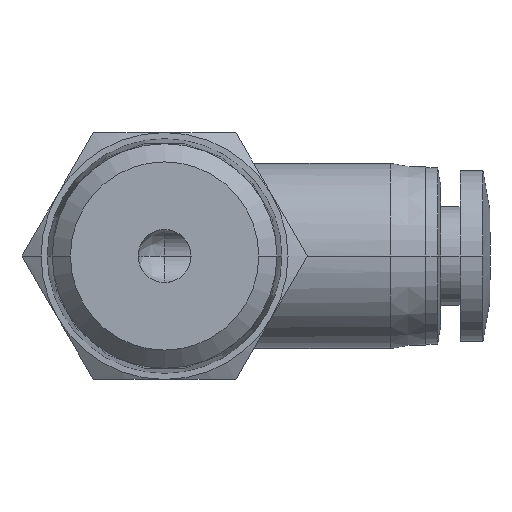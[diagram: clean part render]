
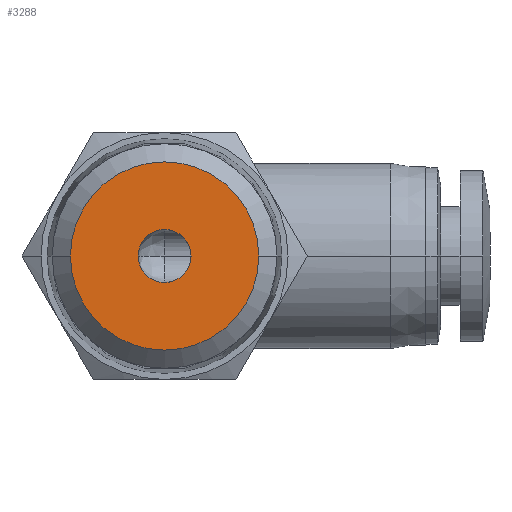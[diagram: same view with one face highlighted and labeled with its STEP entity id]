
A CAD part, front view. The second image highlights one B-rep face of the part: STEP entity #3288.
In plain terms, the highlighted planar face has unit normal (0, -1, 0).
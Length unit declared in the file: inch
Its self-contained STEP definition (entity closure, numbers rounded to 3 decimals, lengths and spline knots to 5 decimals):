
#33 = CIRCLE ( 'NONE', #1740, 0.21014 ) ;
#50 = CARTESIAN_POINT ( 'NONE',  ( 0.05906, -0.59055, 0. ) ) ;
#69 = EDGE_CURVE ( 'NONE', #2603, #1871, #3095, .T. ) ;
#227 = CIRCLE ( 'NONE', #3223, 0.05906 ) ;
#235 = ORIENTED_EDGE ( 'NONE', *, *, #1239, .F. ) ;
#408 = DIRECTION ( 'NONE',  ( 0., 1., 0. ) ) ;
#565 = VERTEX_POINT ( 'NONE', #1648 ) ;
#706 = DIRECTION ( 'NONE',  ( 0., -1., 0. ) ) ;
#751 = CARTESIAN_POINT ( 'NONE',  ( -0.21014, -0.59055, 0. ) ) ;
#754 = CIRCLE ( 'NONE', #1275, 0.05906 ) ;
#994 = DIRECTION ( 'NONE',  ( -1., 0., 0. ) ) ;
#1003 = DIRECTION ( 'NONE',  ( 0., 1., 0. ) ) ;
#1019 = CARTESIAN_POINT ( 'NONE',  ( 0., -0.59055, 0. ) ) ;
#1190 = EDGE_LOOP ( 'NONE', ( #235, #2534 ) ) ;
#1239 = EDGE_CURVE ( 'NONE', #1871, #2603, #33, .T. ) ;
#1275 = AXIS2_PLACEMENT_3D ( 'NONE', #2980, #1447, #3262 ) ;
#1446 = VERTEX_POINT ( 'NONE', #50 ) ;
#1447 = DIRECTION ( 'NONE',  ( 0., 1., 0. ) ) ;
#1648 = CARTESIAN_POINT ( 'NONE',  ( -0.05906, -0.59055, 0. ) ) ;
#1735 = PLANE ( 'NONE',  #2650 ) ;
#1740 = AXIS2_PLACEMENT_3D ( 'NONE', #1019, #1003, #994 ) ;
#1871 = VERTEX_POINT ( 'NONE', #751 ) ;
#2009 = CARTESIAN_POINT ( 'NONE',  ( 0., -0.59055, 0. ) ) ;
#2242 = DIRECTION ( 'NONE',  ( -1., 0., 0. ) ) ;
#2272 = CARTESIAN_POINT ( 'NONE',  ( -0.10507, -0.59055, 0. ) ) ;
#2358 = FACE_OUTER_BOUND ( 'NONE', #1190, .T. ) ;
#2534 = ORIENTED_EDGE ( 'NONE', *, *, #69, .F. ) ;
#2538 = CARTESIAN_POINT ( 'NONE',  ( 0.21014, -0.59055, 0. ) ) ;
#2542 = DIRECTION ( 'NONE',  ( 0., 0., -1. ) ) ;
#2550 = EDGE_CURVE ( 'NONE', #565, #1446, #227, .T. ) ;
#2603 = VERTEX_POINT ( 'NONE', #2538 ) ;
#2650 = AXIS2_PLACEMENT_3D ( 'NONE', #2272, #706, #2542 ) ;
#2964 = AXIS2_PLACEMENT_3D ( 'NONE', #3166, #3280, #3199 ) ;
#2980 = CARTESIAN_POINT ( 'NONE',  ( 0., -0.59055, 0. ) ) ;
#3027 = FACE_BOUND ( 'NONE', #3308, .T. ) ;
#3095 = CIRCLE ( 'NONE', #2964, 0.21014 ) ;
#3132 = EDGE_CURVE ( 'NONE', #1446, #565, #754, .T. ) ;
#3166 = CARTESIAN_POINT ( 'NONE',  ( 0., -0.59055, 0. ) ) ;
#3179 = ORIENTED_EDGE ( 'NONE', *, *, #3132, .T. ) ;
#3199 = DIRECTION ( 'NONE',  ( -1., 0., 0. ) ) ;
#3223 = AXIS2_PLACEMENT_3D ( 'NONE', #2009, #408, #2242 ) ;
#3262 = DIRECTION ( 'NONE',  ( -1., 0., 0. ) ) ;
#3280 = DIRECTION ( 'NONE',  ( 0., 1., 0. ) ) ;
#3288 = ADVANCED_FACE ( 'NONE', ( #3027, #2358 ), #1735, .T. ) ;
#3296 = ORIENTED_EDGE ( 'NONE', *, *, #2550, .T. ) ;
#3308 = EDGE_LOOP ( 'NONE', ( #3296, #3179 ) ) ;
